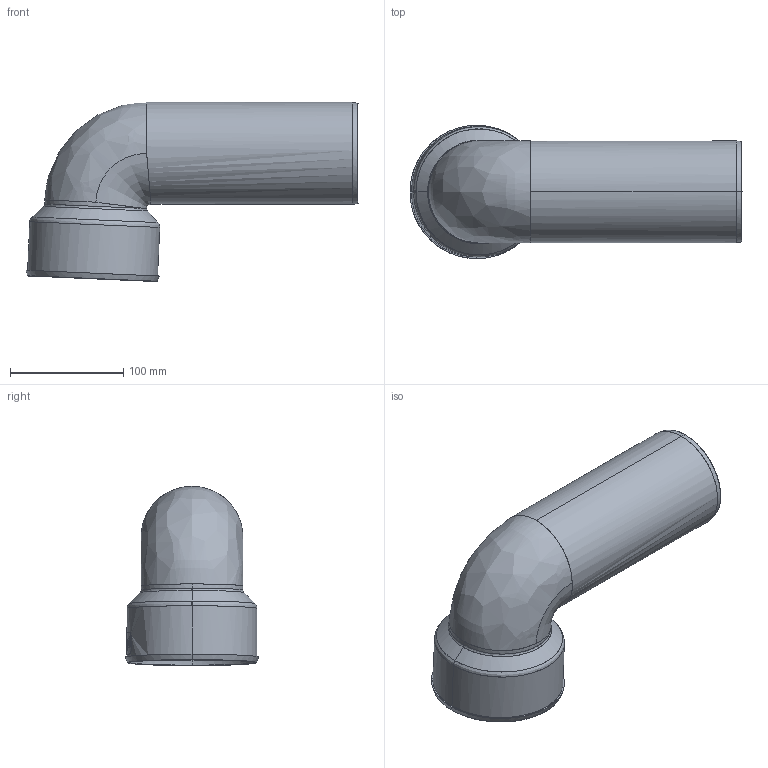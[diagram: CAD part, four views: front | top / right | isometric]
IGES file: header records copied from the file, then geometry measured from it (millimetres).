
Start section: SolidWorks IGES file using NURBS representation for surfaces
Global section: file name: 01251076090.IGS; native system: SolidWorks 2021; preprocessor: SolidWorks 2021; author: DMorais; date: 221125.150954; units: millimetre
Bounding box: 293.52 x 117.9 x 158.38 mm (x, y, z)
Surface area: 190142.7 mm2 (no closed solid volume)
Topology: 0 solids, 0 shells, 112 faces, 1522 edges, 1522 vertices
Faces by surface type: bspline 112
